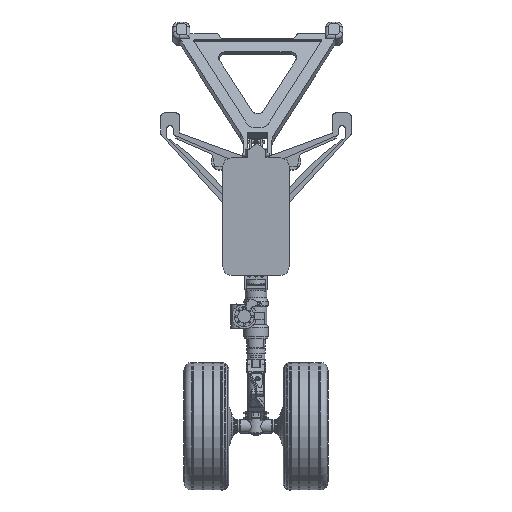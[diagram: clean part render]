
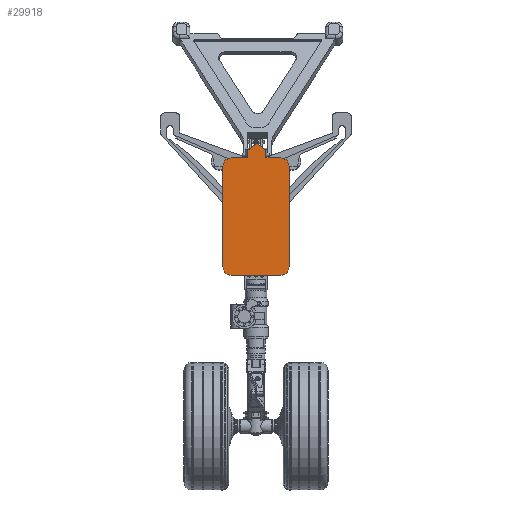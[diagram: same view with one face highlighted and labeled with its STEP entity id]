
A CAD part, front view. The second image highlights one B-rep face of the part: STEP entity #29918.
In plain terms, the highlighted planar face has unit normal (0, -1, 0).
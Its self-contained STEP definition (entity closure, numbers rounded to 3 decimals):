
#1349=PLANE('',#32923);
#2740=FACE_OUTER_BOUND('',#4685,.T.);
#4685=EDGE_LOOP('',(#25269,#25270,#25271,#25272,#25273,#25274,#25275,#25276,
#25277,#25278,#25279,#25280,#25281,#25282,#25283,#25284));
#7080=LINE('',#62271,#9274);
#7083=LINE('',#62279,#9277);
#7086=LINE('',#62287,#9280);
#7089=LINE('',#62295,#9283);
#7092=LINE('',#62303,#9286);
#7094=LINE('',#62307,#9288);
#7097=LINE('',#62315,#9291);
#7100=LINE('',#62323,#9294);
#7103=LINE('',#62330,#9297);
#9274=VECTOR('',#40127,10.);
#9277=VECTOR('',#40136,10.);
#9280=VECTOR('',#40145,10.);
#9283=VECTOR('',#40154,10.);
#9286=VECTOR('',#40163,10.);
#9288=VECTOR('',#40167,10.);
#9291=VECTOR('',#40176,10.);
#9294=VECTOR('',#40185,10.);
#9297=VECTOR('',#40194,10.);
#10958=CIRCLE('',#32902,25.);
#10959=CIRCLE('',#32905,25.);
#10960=CIRCLE('',#32908,25.);
#10961=CIRCLE('',#32911,25.);
#10962=CIRCLE('',#32915,2.);
#10963=CIRCLE('',#32918,2.);
#10964=CIRCLE('',#32921,2.);
#13985=VERTEX_POINT('',#62268);
#13986=VERTEX_POINT('',#62270);
#13987=VERTEX_POINT('',#62274);
#13988=VERTEX_POINT('',#62278);
#13989=VERTEX_POINT('',#62282);
#13990=VERTEX_POINT('',#62286);
#13991=VERTEX_POINT('',#62290);
#13992=VERTEX_POINT('',#62294);
#13993=VERTEX_POINT('',#62298);
#13994=VERTEX_POINT('',#62302);
#13995=VERTEX_POINT('',#62306);
#13996=VERTEX_POINT('',#62310);
#13997=VERTEX_POINT('',#62314);
#13998=VERTEX_POINT('',#62318);
#13999=VERTEX_POINT('',#62322);
#14000=VERTEX_POINT('',#62326);
#17859=EDGE_CURVE('',#13986,#13985,#7080,.T.);
#17861=EDGE_CURVE('',#13987,#13986,#10958,.T.);
#17863=EDGE_CURVE('',#13988,#13987,#7083,.T.);
#17865=EDGE_CURVE('',#13989,#13988,#10959,.T.);
#17867=EDGE_CURVE('',#13990,#13989,#7086,.T.);
#17869=EDGE_CURVE('',#13991,#13990,#10960,.T.);
#17871=EDGE_CURVE('',#13992,#13991,#7089,.T.);
#17873=EDGE_CURVE('',#13993,#13992,#10961,.T.);
#17875=EDGE_CURVE('',#13994,#13993,#7092,.T.);
#17877=EDGE_CURVE('',#13995,#13994,#7094,.T.);
#17879=EDGE_CURVE('',#13996,#13995,#10962,.T.);
#17881=EDGE_CURVE('',#13997,#13996,#7097,.T.);
#17883=EDGE_CURVE('',#13998,#13997,#10963,.T.);
#17885=EDGE_CURVE('',#13999,#13998,#7100,.T.);
#17887=EDGE_CURVE('',#14000,#13999,#10964,.T.);
#17889=EDGE_CURVE('',#13985,#14000,#7103,.T.);
#25269=ORIENTED_EDGE('',*,*,#17889,.T.);
#25270=ORIENTED_EDGE('',*,*,#17887,.T.);
#25271=ORIENTED_EDGE('',*,*,#17885,.T.);
#25272=ORIENTED_EDGE('',*,*,#17883,.T.);
#25273=ORIENTED_EDGE('',*,*,#17881,.T.);
#25274=ORIENTED_EDGE('',*,*,#17879,.T.);
#25275=ORIENTED_EDGE('',*,*,#17877,.T.);
#25276=ORIENTED_EDGE('',*,*,#17875,.T.);
#25277=ORIENTED_EDGE('',*,*,#17873,.T.);
#25278=ORIENTED_EDGE('',*,*,#17871,.T.);
#25279=ORIENTED_EDGE('',*,*,#17869,.T.);
#25280=ORIENTED_EDGE('',*,*,#17867,.T.);
#25281=ORIENTED_EDGE('',*,*,#17865,.T.);
#25282=ORIENTED_EDGE('',*,*,#17863,.T.);
#25283=ORIENTED_EDGE('',*,*,#17861,.T.);
#25284=ORIENTED_EDGE('',*,*,#17859,.T.);
#29918=ADVANCED_FACE('',(#2740),#1349,.T.);
#32902=AXIS2_PLACEMENT_3D('',#62275,#40131,#40132);
#32905=AXIS2_PLACEMENT_3D('',#62283,#40140,#40141);
#32908=AXIS2_PLACEMENT_3D('',#62291,#40149,#40150);
#32911=AXIS2_PLACEMENT_3D('',#62299,#40158,#40159);
#32915=AXIS2_PLACEMENT_3D('',#62311,#40171,#40172);
#32918=AXIS2_PLACEMENT_3D('',#62319,#40180,#40181);
#32921=AXIS2_PLACEMENT_3D('',#62327,#40189,#40190);
#32923=AXIS2_PLACEMENT_3D('',#62331,#40195,#40196);
#40127=DIRECTION('',(-1.,0.,0.));
#40131=DIRECTION('center_axis',(0.,-1.,0.));
#40132=DIRECTION('ref_axis',(1.,0.,0.));
#40136=DIRECTION('',(0.,0.,1.));
#40140=DIRECTION('center_axis',(0.,-1.,0.));
#40141=DIRECTION('ref_axis',(0.,0.,-1.));
#40145=DIRECTION('',(1.,0.,0.));
#40149=DIRECTION('center_axis',(0.,-1.,0.));
#40150=DIRECTION('ref_axis',(-1.,0.,0.));
#40154=DIRECTION('',(0.,0.,-1.));
#40158=DIRECTION('center_axis',(0.,-1.,0.));
#40159=DIRECTION('ref_axis',(0.,0.,1.));
#40163=DIRECTION('',(-1.,0.,0.));
#40167=DIRECTION('',(0.,0.,-1.));
#40171=DIRECTION('center_axis',(0.,-1.,0.));
#40172=DIRECTION('ref_axis',(-0.625,0.,0.781));
#40176=DIRECTION('',(-0.781,0.,-0.625));
#40180=DIRECTION('center_axis',(0.,-1.,0.));
#40181=DIRECTION('ref_axis',(0.625,0.,0.781));
#40185=DIRECTION('',(-0.781,0.,0.625));
#40189=DIRECTION('center_axis',(0.,-1.,0.));
#40190=DIRECTION('ref_axis',(1.,0.,0.));
#40194=DIRECTION('',(0.,0.,1.));
#40195=DIRECTION('center_axis',(0.,-1.,0.));
#40196=DIRECTION('ref_axis',(1.,0.,0.));
#62268=CARTESIAN_POINT('',(30.,-124.835,775.));
#62270=CARTESIAN_POINT('',(75.,-124.835,775.));
#62271=CARTESIAN_POINT('',(30.,-124.835,775.));
#62274=CARTESIAN_POINT('',(100.,-124.835,750.));
#62275=CARTESIAN_POINT('Origin',(75.,-124.835,750.));
#62278=CARTESIAN_POINT('',(100.,-124.835,445.));
#62279=CARTESIAN_POINT('',(100.,-124.835,750.));
#62282=CARTESIAN_POINT('',(75.,-124.835,420.));
#62283=CARTESIAN_POINT('Origin',(75.,-124.835,445.));
#62286=CARTESIAN_POINT('',(-75.,-124.835,420.));
#62287=CARTESIAN_POINT('',(75.,-124.835,420.));
#62290=CARTESIAN_POINT('',(-100.,-124.835,445.));
#62291=CARTESIAN_POINT('Origin',(-75.,-124.835,445.));
#62294=CARTESIAN_POINT('',(-100.,-124.835,750.));
#62295=CARTESIAN_POINT('',(-100.,-124.835,445.));
#62298=CARTESIAN_POINT('',(-75.,-124.835,775.));
#62299=CARTESIAN_POINT('Origin',(-75.,-124.835,750.));
#62302=CARTESIAN_POINT('',(-25.,-124.835,775.));
#62303=CARTESIAN_POINT('',(-75.,-124.835,775.));
#62306=CARTESIAN_POINT('',(-25.,-124.835,797.039));
#62307=CARTESIAN_POINT('',(-25.,-124.835,797.039));
#62310=CARTESIAN_POINT('',(-24.249,-124.835,798.6));
#62311=CARTESIAN_POINT('Origin',(-23.,-124.835,797.039));
#62314=CARTESIAN_POINT('',(1.251,-124.835,819.));
#62315=CARTESIAN_POINT('',(-24.249,-124.835,798.6));
#62318=CARTESIAN_POINT('',(3.749,-124.835,819.));
#62319=CARTESIAN_POINT('Origin',(2.5,-124.835,817.439));
#62322=CARTESIAN_POINT('',(29.249,-124.835,798.6));
#62323=CARTESIAN_POINT('',(3.749,-124.835,819.));
#62326=CARTESIAN_POINT('',(30.,-124.835,797.039));
#62327=CARTESIAN_POINT('Origin',(28.,-124.835,797.039));
#62330=CARTESIAN_POINT('',(30.,-124.835,775.));
#62331=CARTESIAN_POINT('Origin',(0.,-124.835,619.719));
